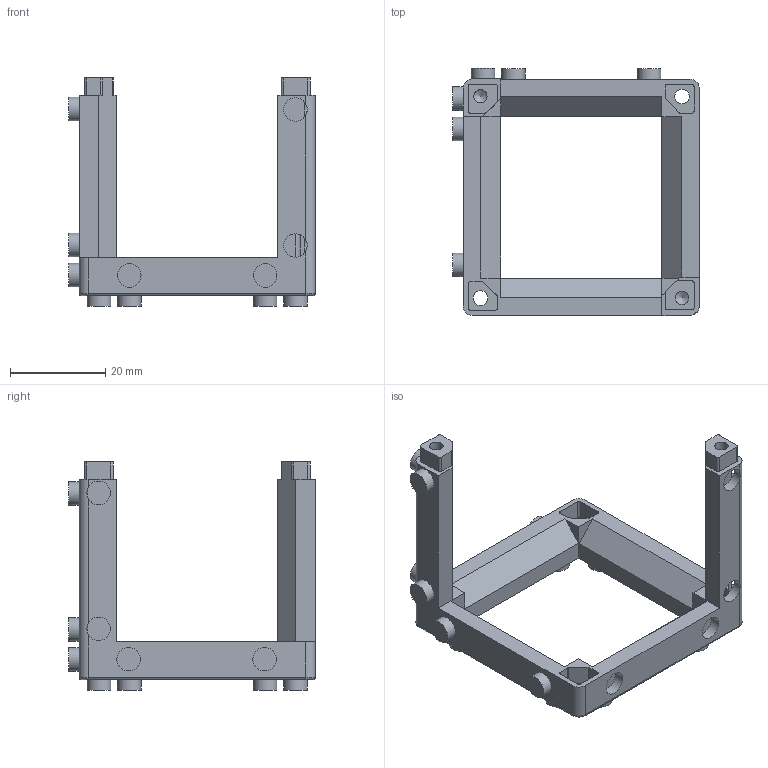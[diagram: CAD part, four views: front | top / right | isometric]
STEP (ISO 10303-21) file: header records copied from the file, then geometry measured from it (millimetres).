
FILE_DESCRIPTION(/* description */ (''),/* implementation_level */ '2;1');
FILE_NAME(/* name */ '10_Cube_1x1_IM_noBPtop.ipt.step',/* time_stamp */ '2022-11-29T07:55:26+01:00',/* author */ ('diederichbenedict'),/* organization */ (''),/* preprocessor_version */ 'ST-DEVELOPER v18.1',/* originating_system */ 'Autodesk Inventor 2022',/* authorisation */ '');
FILE_SCHEMA (('AUTOMOTIVE_DESIGN { 1 0 10303 214 3 1 1 }'));
Length unit declared in the file: millimetre
Products named in the file (1): 10_Cube_1x1_IM
Bounding box: 51.9 x 51.9 x 48 mm (x, y, z)
Volume: 11404.5 mm3; surface area: 9670.2 mm2
Topology: 1 solids, 1 shells, 201 faces, 487 edges, 314 vertices
Faces by surface type: plane 117, cylinder 76, torus 4, cone 4
Full cylindrical faces by diameter (mm): 2.05 x8, 2.8 x2, 3.1 x4, 4.95 x24, 5.5 x2
Entity records: 6006 total; most frequent: CARTESIAN_POINT 1086, DIRECTION 1051, ORIENTED_EDGE 966, EDGE_CURVE 483, AXIS2_PLACEMENT_3D 378, VERTEX_POINT 314, LINE 295, VECTOR 295
